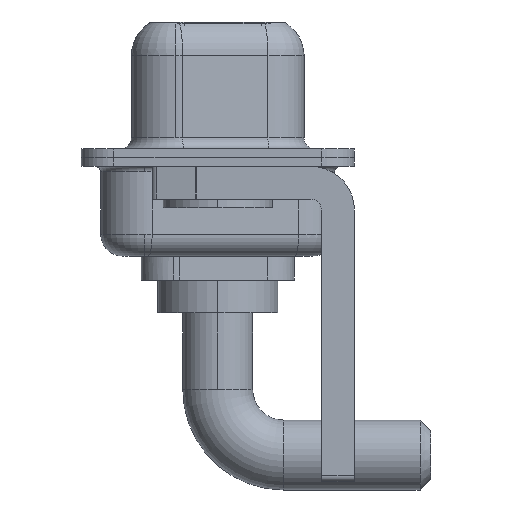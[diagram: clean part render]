
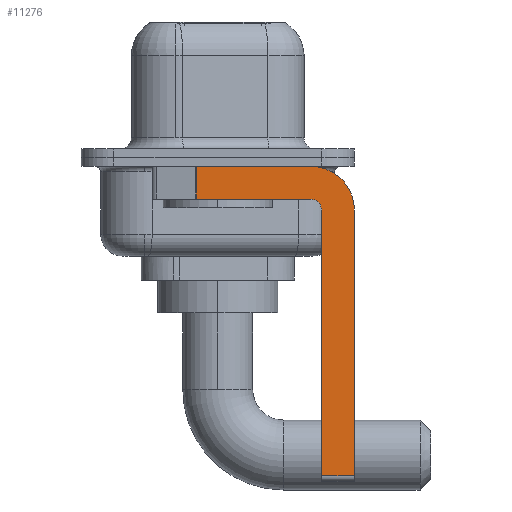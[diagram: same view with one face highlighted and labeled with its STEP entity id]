
A CAD part, left-side view. The second image highlights one B-rep face of the part: STEP entity #11276.
In plain terms, the highlighted planar face has unit normal (-1, 0, 0).
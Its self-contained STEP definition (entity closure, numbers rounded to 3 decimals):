
#155 = EDGE_LOOP ( 'NONE', ( #6621, #10017, #669, #6894, #7788, #10849, #521, #2792 ) ) ;
#521 = ORIENTED_EDGE ( 'NONE', *, *, #1739, .F. ) ;
#669 = ORIENTED_EDGE ( 'NONE', *, *, #9348, .F. ) ;
#697 = VECTOR ( 'NONE', #11191, 1000. ) ;
#971 = CARTESIAN_POINT ( 'NONE',  ( -2.9, -6.25, -2.4 ) ) ;
#1510 = VECTOR ( 'NONE', #2831, 1000. ) ;
#1530 = CARTESIAN_POINT ( 'NONE',  ( -2.9, -4.25, -2.4 ) ) ;
#1544 = VECTOR ( 'NONE', #5431, 1000. ) ;
#1739 = EDGE_CURVE ( 'NONE', #1821, #9951, #6994, .T. ) ;
#1808 = CARTESIAN_POINT ( 'NONE',  ( -2.9, -4.75, -2.4 ) ) ;
#1821 = VERTEX_POINT ( 'NONE', #2152 ) ;
#1994 = EDGE_CURVE ( 'NONE', #8799, #12303, #11294, .T. ) ;
#2152 = CARTESIAN_POINT ( 'NONE',  ( -2.9, -6.25, -2.4 ) ) ;
#2280 = CARTESIAN_POINT ( 'NONE',  ( -2.9, -4.25, -2.4 ) ) ;
#2513 = DIRECTION ( 'NONE',  ( 0., 0., 1. ) ) ;
#2792 = ORIENTED_EDGE ( 'NONE', *, *, #4432, .F. ) ;
#2831 = DIRECTION ( 'NONE',  ( 0., -1., 0. ) ) ;
#3474 = PLANE ( 'NONE',  #7155 ) ;
#3523 = CARTESIAN_POINT ( 'NONE',  ( -2.9, -4.25, -1.9 ) ) ;
#3807 = CARTESIAN_POINT ( 'NONE',  ( -2.9, -4.25, -14.55 ) ) ;
#3917 = EDGE_CURVE ( 'NONE', #6773, #9951, #12757, .T. ) ;
#4085 = DIRECTION ( 'NONE',  ( 0., 0., 1. ) ) ;
#4113 = AXIS2_PLACEMENT_3D ( 'NONE', #2280, #11226, #6331 ) ;
#4432 = EDGE_CURVE ( 'NONE', #12303, #1821, #10753, .T. ) ;
#4504 = CARTESIAN_POINT ( 'NONE',  ( -2.9, -4.75, -14.55 ) ) ;
#4515 = DIRECTION ( 'NONE',  ( 0., 0., -1. ) ) ;
#4751 = CARTESIAN_POINT ( 'NONE',  ( -2.9, -6.25, -14.55 ) ) ;
#5431 = DIRECTION ( 'NONE',  ( 0., 1., 0. ) ) ;
#6160 = LINE ( 'NONE', #9361, #697 ) ;
#6263 = CARTESIAN_POINT ( 'NONE',  ( -2.9, 3., -0.4 ) ) ;
#6316 = VECTOR ( 'NONE', #4085, 1000. ) ;
#6331 = DIRECTION ( 'NONE',  ( 0., 0., -1. ) ) ;
#6356 = DIRECTION ( 'NONE',  ( 1., 0., 0. ) ) ;
#6426 = CARTESIAN_POINT ( 'NONE',  ( -2.9, -4.25, -1.9 ) ) ;
#6621 = ORIENTED_EDGE ( 'NONE', *, *, #1994, .F. ) ;
#6773 = VERTEX_POINT ( 'NONE', #4504 ) ;
#6894 = ORIENTED_EDGE ( 'NONE', *, *, #9128, .F. ) ;
#6990 = VERTEX_POINT ( 'NONE', #1808 ) ;
#6994 = LINE ( 'NONE', #971, #12762 ) ;
#7155 = AXIS2_PLACEMENT_3D ( 'NONE', #12487, #6356, #4515 ) ;
#7788 = ORIENTED_EDGE ( 'NONE', *, *, #12767, .F. ) ;
#7832 = CARTESIAN_POINT ( 'NONE',  ( -2.9, -4.25, -0.4 ) ) ;
#8077 = CARTESIAN_POINT ( 'NONE',  ( -2.9, -4.75, -14.8 ) ) ;
#8431 = DIRECTION ( 'NONE',  ( 0., -1., 0. ) ) ;
#8443 = FACE_OUTER_BOUND ( 'NONE', #155, .T. ) ;
#8799 = VERTEX_POINT ( 'NONE', #9119 ) ;
#8893 = VECTOR ( 'NONE', #8431, 1000. ) ;
#9119 = CARTESIAN_POINT ( 'NONE',  ( -2.9, 0.978, -0.4 ) ) ;
#9128 = EDGE_CURVE ( 'NONE', #6990, #9754, #12587, .T. ) ;
#9297 = EDGE_CURVE ( 'NONE', #8799, #9487, #6160, .T. ) ;
#9348 = EDGE_CURVE ( 'NONE', #9754, #9487, #9498, .T. ) ;
#9361 = CARTESIAN_POINT ( 'NONE',  ( -2.9, 0.978, -1.9 ) ) ;
#9487 = VERTEX_POINT ( 'NONE', #12876 ) ;
#9498 = LINE ( 'NONE', #6426, #1544 ) ;
#9754 = VERTEX_POINT ( 'NONE', #3523 ) ;
#9951 = VERTEX_POINT ( 'NONE', #4751 ) ;
#10017 = ORIENTED_EDGE ( 'NONE', *, *, #9297, .T. ) ;
#10753 = CIRCLE ( 'NONE', #4113, 2. ) ;
#10849 = ORIENTED_EDGE ( 'NONE', *, *, #3917, .T. ) ;
#11009 = LINE ( 'NONE', #8077, #6316 ) ;
#11191 = DIRECTION ( 'NONE',  ( 0., 0., -1. ) ) ;
#11226 = DIRECTION ( 'NONE',  ( 1., 0., 0. ) ) ;
#11276 = ADVANCED_FACE ( 'NONE', ( #8443 ), #3474, .F. ) ;
#11294 = LINE ( 'NONE', #6263, #8893 ) ;
#11460 = DIRECTION ( 'NONE',  ( -1., 0., 0. ) ) ;
#11752 = AXIS2_PLACEMENT_3D ( 'NONE', #1530, #11460, #2513 ) ;
#12222 = DIRECTION ( 'NONE',  ( 0., 0., -1. ) ) ;
#12303 = VERTEX_POINT ( 'NONE', #7832 ) ;
#12487 = CARTESIAN_POINT ( 'NONE',  ( -2.9, -4.25, -2.4 ) ) ;
#12587 = CIRCLE ( 'NONE', #11752, 0.5 ) ;
#12757 = LINE ( 'NONE', #3807, #1510 ) ;
#12762 = VECTOR ( 'NONE', #12222, 1000. ) ;
#12767 = EDGE_CURVE ( 'NONE', #6773, #6990, #11009, .T. ) ;
#12876 = CARTESIAN_POINT ( 'NONE',  ( -2.9, 0.978, -1.9 ) ) ;
